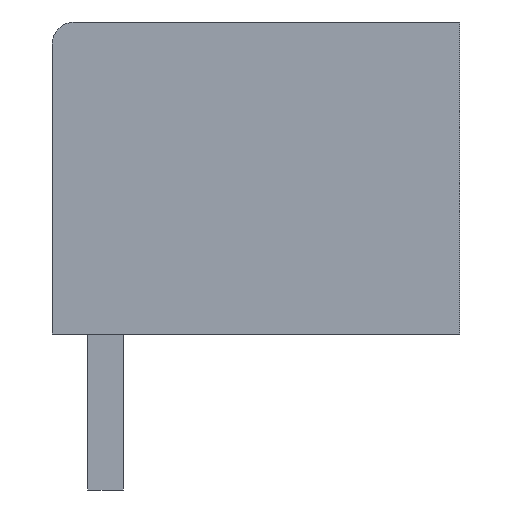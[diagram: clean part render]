
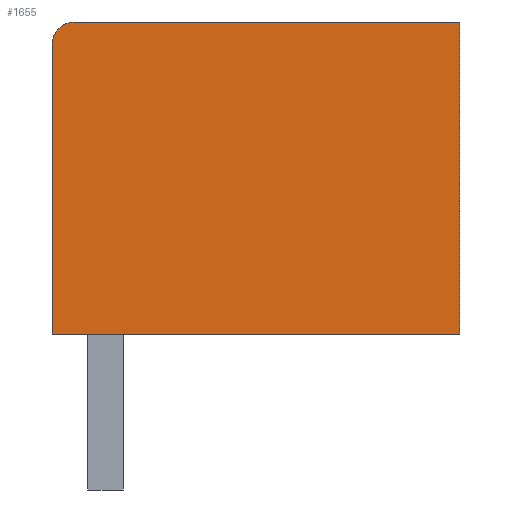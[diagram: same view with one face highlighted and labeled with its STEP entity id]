
A CAD part, front view. The second image highlights one B-rep face of the part: STEP entity #1655.
In plain terms, the highlighted planar face has unit normal (0, -1, 0).
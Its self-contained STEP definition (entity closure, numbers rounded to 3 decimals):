
#35=CIRCLE('',#1773,0.5);
#94=FACE_OUTER_BOUND('',#185,.T.);
#185=EDGE_LOOP('',(#1295,#1296,#1297,#1298,#1299));
#364=LINE('',#2534,#585);
#365=LINE('',#2536,#586);
#366=LINE('',#2538,#587);
#367=LINE('',#2540,#588);
#585=VECTOR('',#2073,10.);
#586=VECTOR('',#2074,10.);
#587=VECTOR('',#2075,10.);
#588=VECTOR('',#2076,10.);
#766=VERTEX_POINT('',#2532);
#767=VERTEX_POINT('',#2533);
#768=VERTEX_POINT('',#2535);
#769=VERTEX_POINT('',#2537);
#770=VERTEX_POINT('',#2539);
#968=EDGE_CURVE('',#766,#767,#364,.T.);
#969=EDGE_CURVE('',#767,#768,#365,.T.);
#970=EDGE_CURVE('',#768,#769,#366,.T.);
#971=EDGE_CURVE('',#769,#770,#367,.T.);
#972=EDGE_CURVE('',#770,#766,#35,.T.);
#1295=ORIENTED_EDGE('',*,*,#968,.T.);
#1296=ORIENTED_EDGE('',*,*,#969,.T.);
#1297=ORIENTED_EDGE('',*,*,#970,.T.);
#1298=ORIENTED_EDGE('',*,*,#971,.T.);
#1299=ORIENTED_EDGE('',*,*,#972,.T.);
#1565=PLANE('',#1772);
#1655=ADVANCED_FACE('',(#94),#1565,.F.);
#1772=AXIS2_PLACEMENT_3D('',#2531,#2071,#2072);
#1773=AXIS2_PLACEMENT_3D('',#2541,#2077,#2078);
#2071=DIRECTION('center_axis',(0.,1.,0.));
#2072=DIRECTION('ref_axis',(1.,0.,0.));
#2073=DIRECTION('',(0.,0.,-1.));
#2074=DIRECTION('',(1.,0.,0.));
#2075=DIRECTION('',(0.,0.,1.));
#2076=DIRECTION('',(-1.,0.,0.));
#2077=DIRECTION('center_axis',(0.,-1.,0.));
#2078=DIRECTION('ref_axis',(-1.,0.,0.));
#2531=CARTESIAN_POINT('Origin',(4.575,-8.06,3.5));
#2532=CARTESIAN_POINT('',(0.,-8.06,6.5));
#2533=CARTESIAN_POINT('',(0.,-8.06,0.));
#2534=CARTESIAN_POINT('',(0.,-8.06,6.5));
#2535=CARTESIAN_POINT('',(9.15,-8.06,0.));
#2536=CARTESIAN_POINT('',(0.,-8.06,0.));
#2537=CARTESIAN_POINT('',(9.15,-8.06,7.));
#2538=CARTESIAN_POINT('',(9.15,-8.06,0.));
#2539=CARTESIAN_POINT('',(0.5,-8.06,7.));
#2540=CARTESIAN_POINT('',(9.15,-8.06,7.));
#2541=CARTESIAN_POINT('Origin',(0.5,-8.06,6.5));
